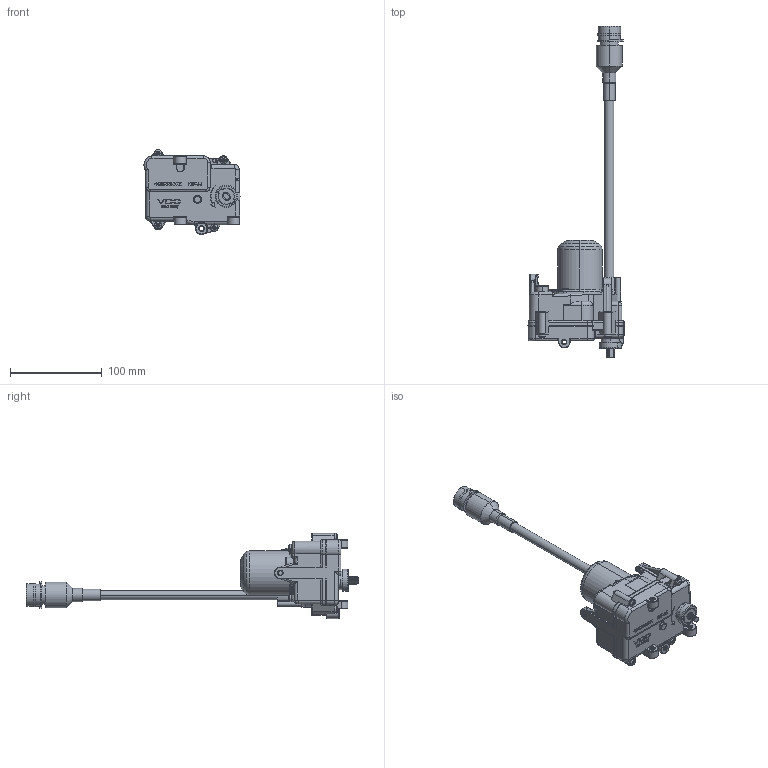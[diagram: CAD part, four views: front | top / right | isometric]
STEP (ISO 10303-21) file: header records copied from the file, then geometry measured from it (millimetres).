
FILE_DESCRIPTION((''),'2;1');
FILE_NAME('SAP_40034885_ASM','2010-01-05T',('uidf0148'),('Continental_Automotive'),'PRO/ENGINEER BY PARAMETRIC TECHNOLOGY CORPORATION, 2008400','PRO/ENGINEER BY PARAMETRIC TECHNOLOGY CORPORATION, 2008400','');
FILE_SCHEMA(('AUTOMOTIVE_DESIGN { 1 0 10303 214 1 1 1 1 }'));
Products named in the file (6): SAP_40034884; SAP_40034879; SAP_40034885; SAP_40034888; SAP_40034880; SAP_40034885_ASM
Assembly tree (12 placements, depth 2):
  SAP_40034885_ASM
    SAP_40034884
    SAP_40034879  x8
    SAP_40034885
    SAP_40034888
    SAP_40034880
Bounding box: 104.6 x 360.97 x 92.5 mm (x, y, z)
Volume: 508279.9 mm3; surface area: 69396.5 mm2
Topology: 12 solids, 13 shells, 3038 faces, 8026 edges, 5112 vertices
Faces by surface type: plane 1927, cylinder 644, torus 212, bspline 210, cone 36, sphere 9
Entity records: 146775 total; most frequent: CARTESIAN_POINT 62727, ORIENTED_EDGE 13298, DIRECTION 11496, PRESENTATION_STYLE_ASSIGNMENT 6846, EDGE_CURVE 6649, STYLED_ITEM 6585, CURVE_STYLE 6575, VECTOR 5070
